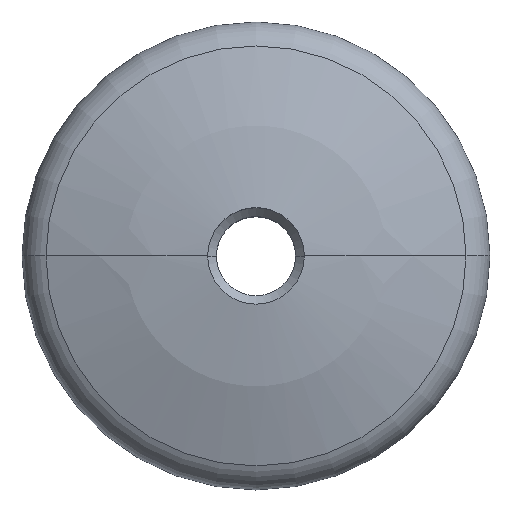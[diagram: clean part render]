
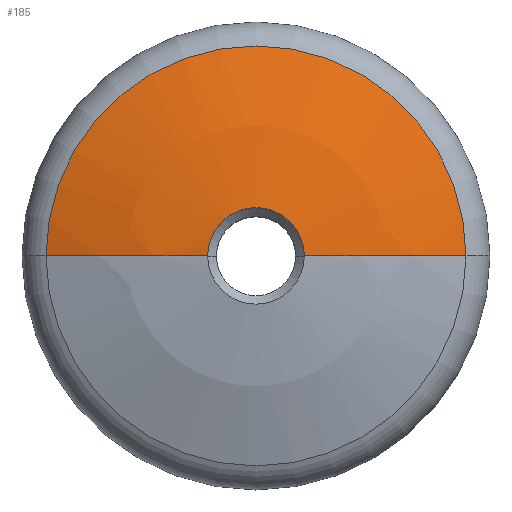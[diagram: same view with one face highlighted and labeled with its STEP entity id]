
A CAD part, top view. The second image highlights one B-rep face of the part: STEP entity #185.
In plain terms, the highlighted spherical face has radius 80 mm.
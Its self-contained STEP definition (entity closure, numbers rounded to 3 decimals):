
#137=EDGE_CURVE('',#293,#243,#339,.T.);
#165=EDGE_CURVE('',#239,#287,#371,.T.);
#185=ADVANCED_FACE('',(#393),#394,.T.);
#191=EDGE_CURVE('',#287,#293,#401,.T.);
#239=VERTEX_POINT('',#453);
#243=VERTEX_POINT('',#458);
#273=EDGE_CURVE('',#243,#239,#491,.T.);
#287=VERTEX_POINT('',#507);
#293=VERTEX_POINT('',#515);
#339=CIRCLE('',#558,6.5);
#371=CIRCLE('',#598,28.267);
#393=FACE_OUTER_BOUND('',#625,.T.);
#394=SPHERICAL_SURFACE('',#626,80.0);
#401=CIRCLE('',#635,80.0);
#453=CARTESIAN_POINT('',(28.267,0.,34.84));
#458=CARTESIAN_POINT('',(6.5,0.,39.736));
#491=CIRCLE('',#752,80.0);
#507=CARTESIAN_POINT('',(-28.267,0.,34.84));
#515=CARTESIAN_POINT('',(-6.5,0.,39.736));
#558=AXIS2_PLACEMENT_3D('',#823,#824,#825);
#598=AXIS2_PLACEMENT_3D('',#866,#867,#868);
#625=EDGE_LOOP('',(#900,#901,#902,#903));
#626=AXIS2_PLACEMENT_3D('',#904,#905,#906);
#635=AXIS2_PLACEMENT_3D('',#918,#919,#920);
#752=AXIS2_PLACEMENT_3D('',#1028,#1029,#1030);
#823=CARTESIAN_POINT('',(0.,0.,39.736));
#824=DIRECTION('',(0.,0.,-1.0));
#825=DIRECTION('',(-1.0,0.,0.));
#866=CARTESIAN_POINT('',(0.,0.,34.84));
#867=DIRECTION('',(0.,0.,1.0));
#868=DIRECTION('',(1.0,0.,0.));
#900=ORIENTED_EDGE('',*,*,#273,.T.);
#901=ORIENTED_EDGE('',*,*,#165,.T.);
#902=ORIENTED_EDGE('',*,*,#191,.T.);
#903=ORIENTED_EDGE('',*,*,#137,.T.);
#904=CARTESIAN_POINT('',(0.,0.,-40.0));
#905=DIRECTION('',(0.,0.,1.0));
#906=DIRECTION('',(-1.0,0.,0.0));
#918=CARTESIAN_POINT('',(0.,0.,-40.0));
#919=DIRECTION('',(0.,1.0,0.));
#920=DIRECTION('',(0.0,0.,-1.0));
#1028=CARTESIAN_POINT('',(0.,0.,-40.0));
#1029=DIRECTION('',(0.,1.0,0.));
#1030=DIRECTION('',(0.0,0.,-1.0));
